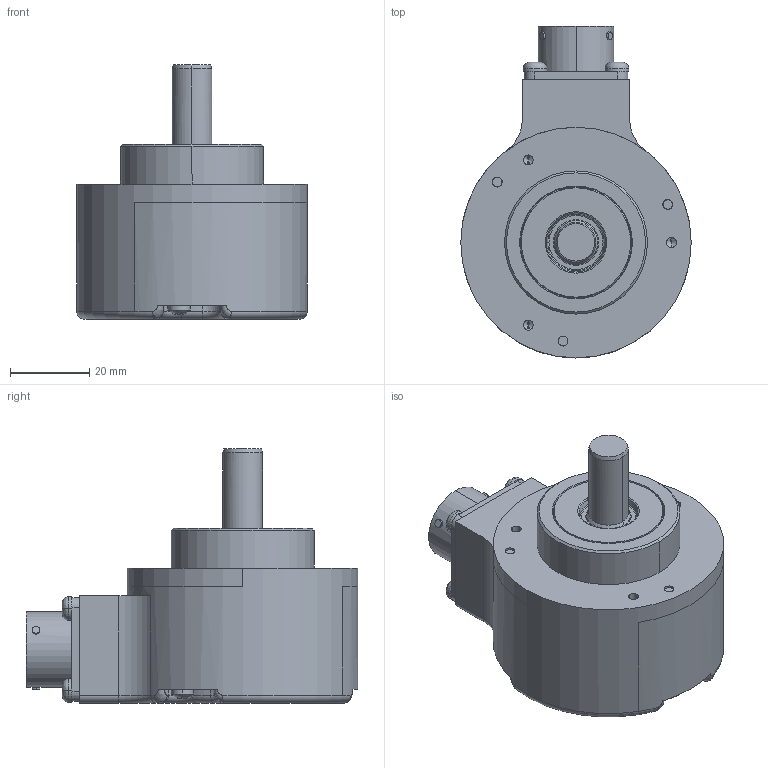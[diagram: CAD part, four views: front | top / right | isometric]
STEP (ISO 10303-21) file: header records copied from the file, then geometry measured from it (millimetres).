
FILE_DESCRIPTION((''),'2;1');
FILE_NAME('689461-01','2013-08-13T',('se2562'),(''),'PRO/ENGINEER BY PARAMETRIC TECHNOLOGY CORPORATION, 2011410','PRO/ENGINEER BY PARAMETRIC TECHNOLOGY CORPORATION, 2011410','');
FILE_SCHEMA(('CONFIG_CONTROL_DESIGN'));
Length unit declared in the file: millimetre
Products named in the file (1): 689461-01
Bounding box: 58 x 83.5 x 64 mm (x, y, z)
Volume: 66600.3 mm3; surface area: 42146.7 mm2
Topology: 7 solids, 15 shells, 775 faces, 2044 edges, 1274 vertices
Faces by surface type: cylinder 382, plane 236, cone 60, torus 47, sphere 36, bspline 14
Entity records: 26104 total; most frequent: CARTESIAN_POINT 6418, DIRECTION 4511, ORIENTED_EDGE 3976, EDGE_CURVE 1988, AXIS2_PLACEMENT_3D 1882, VERTEX_POINT 1274, CIRCLE 1121, EDGE_LOOP 852
